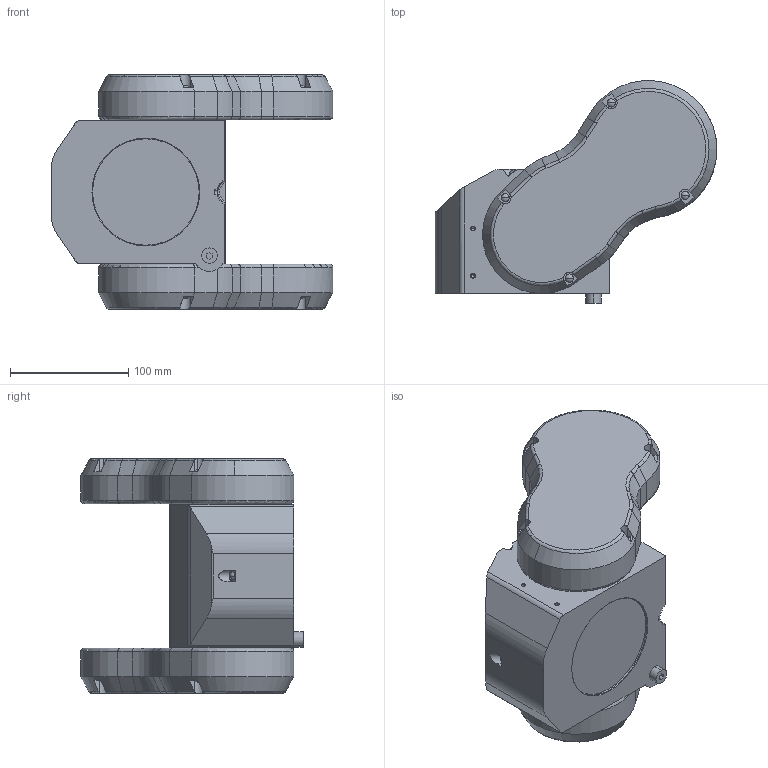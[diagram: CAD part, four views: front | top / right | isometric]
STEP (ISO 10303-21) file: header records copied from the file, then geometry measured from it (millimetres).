
FILE_DESCRIPTION((''),'2;1');
FILE_NAME('C4_ARM1','2014-08-26T',('Vinson'),(''),'PRO/ENGINEER BY PARAMETRIC TECHNOLOGY CORPORATION, 2010480','PRO/ENGINEER BY PARAMETRIC TECHNOLOGY CORPORATION, 2010480','');
FILE_SCHEMA(('AUTOMOTIVE_DESIGN_CC2 { 1 2 10303 214 -1 1 5 2 }'));
Length unit declared in the file: millimetre
Products named in the file (1): C4_ARM1
Bounding box: 238 x 187.91 x 198 mm (x, y, z)
Volume: 53.1 mm3; surface area: 195952.5 mm2
Topology: 2 solids, 4 shells, 325 faces, 873 edges, 545 vertices
Faces by surface type: plane 122, cylinder 117, cone 33, torus 31, sphere 22
Entity records: 13109 total; most frequent: CARTESIAN_POINT 2501, DIRECTION 1703, ORIENTED_EDGE 1660, EDGE_CURVE 843, PRESENTATION_STYLE_ASSIGNMENT 823, STYLED_ITEM 823, CURVE_STYLE 805, AXIS2_PLACEMENT_3D 651
